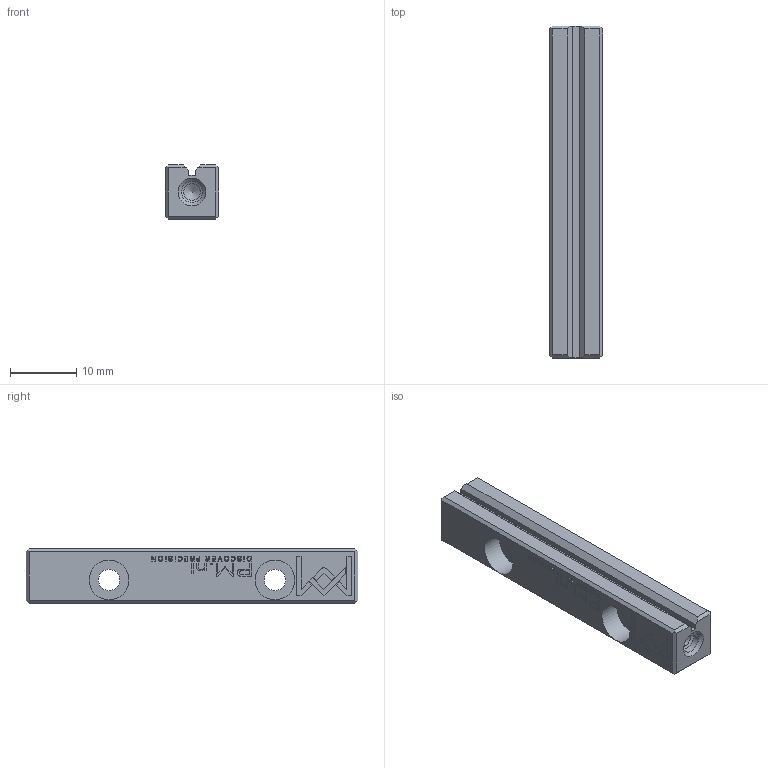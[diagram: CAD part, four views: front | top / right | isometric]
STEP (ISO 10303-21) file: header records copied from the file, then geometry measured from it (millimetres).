
FILE_DESCRIPTION(/* description */ (''),/* implementation_level */ '2;1');
FILE_NAME(/* name */ 'RSD_3050.stp',/* time_stamp */ '2024-12-20T11:58:18+01:00',/* author */ (''),/* organization */ (''),/* preprocessor_version */ 'ST-DEVELOPER v16.7',/* originating_system */ 'SIEMENS PLM Software NX 12.0',/* authorisation */ '');
FILE_SCHEMA (('AUTOMOTIVE_DESIGN { 1 0 10303 214 3 1 1 1 }'));
Length unit declared in the file: millimetre
Products named in the file (1): RSD_3050_A_step_stp
Bounding box: 8 x 50 x 8.2 mm (x, y, z)
Volume: 2784.5 mm3; surface area: 2107.2 mm2
Topology: 1 solids, 1 shells, 333 faces, 879 edges, 583 vertices
Faces by surface type: plane 227, bspline 90, cylinder 8, cone 8
Full cylindrical faces by diameter (mm): 2.459 x2, 3.2 x4, 6 x2
Entity records: 12602 total; most frequent: CARTESIAN_POINT 3018, ORIENTED_EDGE 1720, DIRECTION 1188, EDGE_CURVE 860, LINE 660, VECTOR 660, VERTEX_POINT 582, EDGE_LOOP 388
